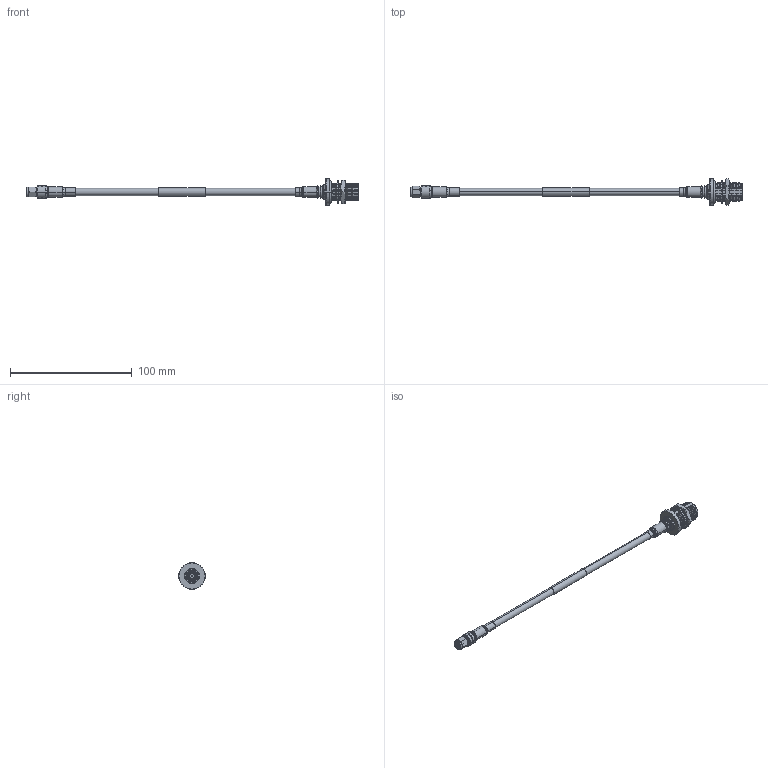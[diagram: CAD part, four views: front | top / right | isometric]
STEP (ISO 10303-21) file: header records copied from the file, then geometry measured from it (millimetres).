
FILE_DESCRIPTION (( 'STEP AP214' ), '1' );
FILE_NAME ('FMCA3298_3D.step', '2023-06-22T18:23:32', ( '' ), ( '' ), 'SwSTEP 2.0', 'SolidWorks 2022', '' );
FILE_SCHEMA (( 'AUTOMOTIVE_DESIGN' ));
Length unit declared in the file: inch
Products named in the file (15): HeatShrink_TC-240-NF-BH-X^FMCA3298; Copy of TC-240-NF-BH-X-MA4^TC-240-NF-BH-X_FMCA3298; Copy of 3AA03-013^TC-240-NF-BH-X_FMCA3298; TC-240-NF-BH-X^FMCA3298; HEAT SHRINK^FMCA3298_BNC MALE TO 240 CABLE; Copy of TC-240-NF-BH-X-MA2^TC-240-NF-BH-X_FMCA3298; Copy of 3AA02-017^TC-240-NF-BH-X_FMCA3298; Copy of ANF-3700-MA4^TC-240-NF-BH-X_FMCA3298; Copy of EZ-240-SM-X_ferrule^EZ-240-SM-X_FMCA3298; Copy of TC-240-NF-BH-X-MA1^TC-240-NF-BH-X_FMCA3298; Copy of EZ-240-SM-X_body^EZ-240-SM-X_FMCA3298; TCOM-240^FMCA3298_with label; Copy of TC-240-NF-BH-X-MA3^TC-240-NF-BH-X_FMCA3298; EZ-240-SM-X^FMCA3298; FMCA3298_3D
Assembly tree (14 placements, depth 3):
  FMCA3298_3D
    TCOM-240^FMCA3298_with label
    EZ-240-SM-X^FMCA3298
      Copy of EZ-240-SM-X_body^EZ-240-SM-X_FMCA3298
      Copy of EZ-240-SM-X_ferrule^EZ-240-SM-X_FMCA3298
    TC-240-NF-BH-X^FMCA3298
      Copy of TC-240-NF-BH-X-MA1^TC-240-NF-BH-X_FMCA3298
      Copy of TC-240-NF-BH-X-MA2^TC-240-NF-BH-X_FMCA3298
      Copy of TC-240-NF-BH-X-MA3^TC-240-NF-BH-X_FMCA3298
      Copy of TC-240-NF-BH-X-MA4^TC-240-NF-BH-X_FMCA3298
      Copy of 3AA02-017^TC-240-NF-BH-X_FMCA3298
      Copy of 3AA03-013^TC-240-NF-BH-X_FMCA3298
      Copy of ANF-3700-MA4^TC-240-NF-BH-X_FMCA3298
    HeatShrink_TC-240-NF-BH-X^FMCA3298
    HEAT SHRINK^FMCA3298_BNC MALE TO 240 CABLE
Bounding box: 272.91 x 22 x 21.8 mm (x, y, z)
Volume: 14227.1 mm3; surface area: 14100.2 mm2
Topology: 12 solids, 12 shells, 599 faces, 1475 edges, 927 vertices
Faces by surface type: cylinder 226, cone 225, plane 120, torus 26, sphere 2
Entity records: 19449 total; most frequent: CARTESIAN_POINT 4212, DIRECTION 3189, ORIENTED_EDGE 2950, EDGE_CURVE 1475, AXIS2_PLACEMENT_3D 1320, VERTEX_POINT 927, CIRCLE 702, EDGE_LOOP 640
